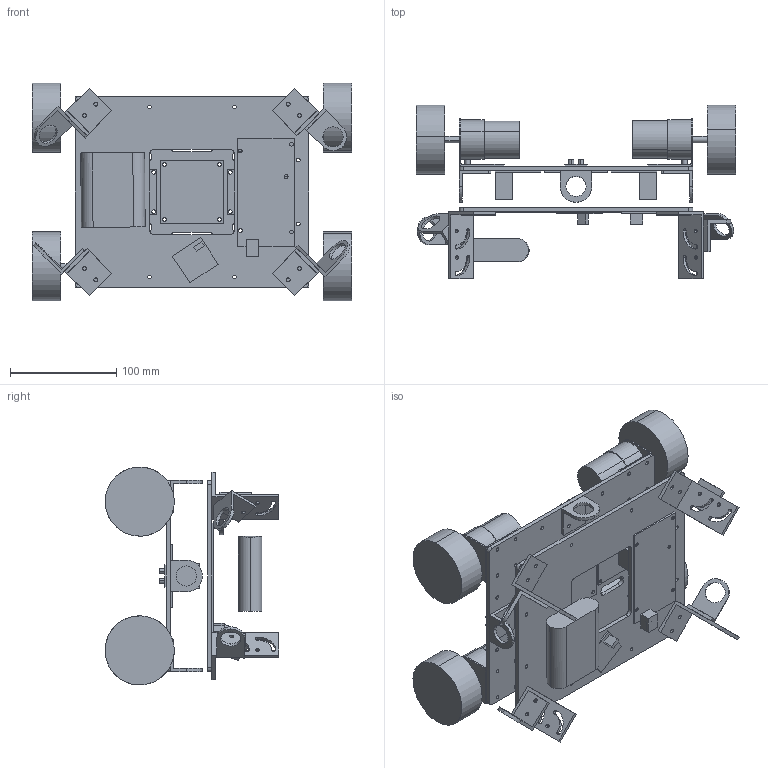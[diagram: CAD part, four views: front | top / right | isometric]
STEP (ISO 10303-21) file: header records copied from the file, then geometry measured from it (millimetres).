
FILE_DESCRIPTION (( 'STEP AP214' ), '1' );
FILE_NAME ('×°ÅäÌå1.STEP', '2020-01-16T09:05:19', ( '' ), ( '' ), 'SwSTEP 2.0', 'SolidWorks 2019', '' );
FILE_SCHEMA (( 'AUTOMOTIVE_DESIGN' ));
Length unit declared in the file: millimetre
Products named in the file (16): Mega; 恛揤啣; 嫖萇盓殤2; 嫖萇盓殤1; 閡僅; PCB; 陔嫖萇盓殤; 嫖萇盓殤3; 謫怚; 萇喀; 萇儂盓殤; 萇儂; 蚾饜极1; 奻啣; 菁啣; L298N
Assembly tree (36 placements, depth 2):
  蚾饜极1
    菁啣
    萇儂盓殤  x4
    萇儂  x4
    謫怚  x4
    L298N  x2
    陔嫖萇盓殤  x4
    閡僅  x4
    PCB
    萇喀
    奻啣
    Mega
    恛揤啣
    嫖萇盓殤1  x2
    嫖萇盓殤2  x4
    嫖萇盓殤3  x2
Bounding box: 301 x 163.36 x 204.92 mm (x, y, z)
Volume: 1072671.2 mm3; surface area: 367032.1 mm2
Topology: 36 solids, 36 shells, 735 faces, 1930 edges, 1286 vertices
Faces by surface type: cylinder 454, plane 281
Entity records: 15064 total; most frequent: DIRECTION 2660, CARTESIAN_POINT 2412, ORIENTED_EDGE 2336, EDGE_CURVE 1168, AXIS2_PLACEMENT_3D 1026, VERTEX_POINT 778, EDGE_LOOP 648, VECTOR 608
